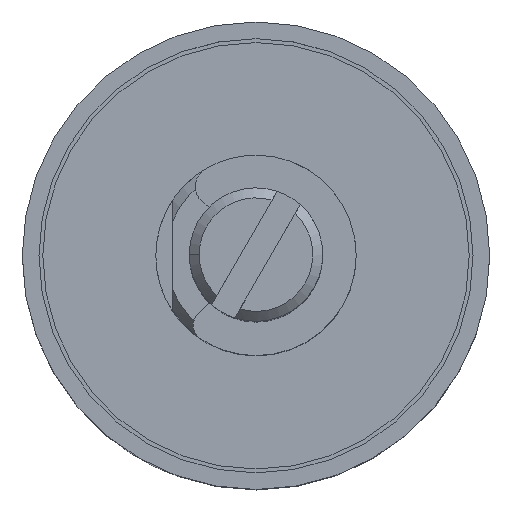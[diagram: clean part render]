
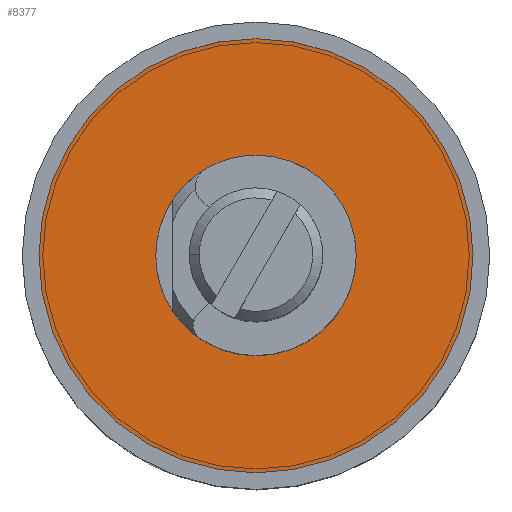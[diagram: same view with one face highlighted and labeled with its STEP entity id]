
A CAD part, top view. The second image highlights one B-rep face of the part: STEP entity #8377.
In plain terms, the highlighted planar face has unit normal (0, 0, 1).
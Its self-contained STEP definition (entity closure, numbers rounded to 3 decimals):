
#204 = CARTESIAN_POINT ( 'NONE',  ( -6.5, 0., 0.5 ) ) ;
#417 = DIRECTION ( 'NONE',  ( 0., 0., 1. ) ) ;
#454 = EDGE_CURVE ( 'NONE', #3777, #8563, #487, .T. ) ;
#487 = CIRCLE ( 'NONE', #5471, 6.5 ) ;
#532 = PLANE ( 'NONE',  #5628 ) ;
#929 = ORIENTED_EDGE ( 'NONE', *, *, #4038, .T. ) ;
#931 = DIRECTION ( 'NONE',  ( 0., 0., -1. ) ) ;
#1002 = VERTEX_POINT ( 'NONE', #1620 ) ;
#1027 = EDGE_CURVE ( 'NONE', #1002, #1041, #1608, .T. ) ;
#1041 = VERTEX_POINT ( 'NONE', #7304 ) ;
#1147 = CARTESIAN_POINT ( 'NONE',  ( 0., 0., 0.5 ) ) ;
#1308 = ORIENTED_EDGE ( 'NONE', *, *, #454, .T. ) ;
#1556 = DIRECTION ( 'NONE',  ( -1., 0., 0. ) ) ;
#1608 = CIRCLE ( 'NONE', #5891, 3. ) ;
#1620 = CARTESIAN_POINT ( 'NONE',  ( -3., 0., 0.5 ) ) ;
#1928 = DIRECTION ( 'NONE',  ( 0., 0., 1. ) ) ;
#1989 = DIRECTION ( 'NONE',  ( 1., 0., 0. ) ) ;
#2120 = CIRCLE ( 'NONE', #4625, 6.5 ) ;
#2157 = CARTESIAN_POINT ( 'NONE',  ( 6.5, 0., 0.5 ) ) ;
#2354 = DIRECTION ( 'NONE',  ( 1., 0., 0. ) ) ;
#2372 = DIRECTION ( 'NONE',  ( -1., 0., 0. ) ) ;
#2931 = CARTESIAN_POINT ( 'NONE',  ( 0., 0., 0.5 ) ) ;
#2949 = FACE_OUTER_BOUND ( 'NONE', #6600, .T. ) ;
#3777 = VERTEX_POINT ( 'NONE', #204 ) ;
#4038 = EDGE_CURVE ( 'NONE', #1041, #1002, #8437, .T. ) ;
#4042 = FACE_BOUND ( 'NONE', #5819, .T. ) ;
#4138 = CARTESIAN_POINT ( 'NONE',  ( 0., 0., 0.5 ) ) ;
#4625 = AXIS2_PLACEMENT_3D ( 'NONE', #1147, #417, #5179 ) ;
#5106 = ORIENTED_EDGE ( 'NONE', *, *, #1027, .T. ) ;
#5179 = DIRECTION ( 'NONE',  ( 1., 0., 0. ) ) ;
#5445 = CARTESIAN_POINT ( 'NONE',  ( 3., 0., 0.5 ) ) ;
#5471 = AXIS2_PLACEMENT_3D ( 'NONE', #6562, #8086, #2354 ) ;
#5628 = AXIS2_PLACEMENT_3D ( 'NONE', #5445, #1928, #1989 ) ;
#5819 = EDGE_LOOP ( 'NONE', ( #5106, #929 ) ) ;
#5891 = AXIS2_PLACEMENT_3D ( 'NONE', #2931, #931, #2372 ) ;
#6562 = CARTESIAN_POINT ( 'NONE',  ( 0., 0., 0.5 ) ) ;
#6600 = EDGE_LOOP ( 'NONE', ( #7805, #1308 ) ) ;
#6980 = AXIS2_PLACEMENT_3D ( 'NONE', #4138, #9130, #1556 ) ;
#7035 = EDGE_CURVE ( 'NONE', #8563, #3777, #2120, .T. ) ;
#7304 = CARTESIAN_POINT ( 'NONE',  ( 3., 0., 0.5 ) ) ;
#7805 = ORIENTED_EDGE ( 'NONE', *, *, #7035, .T. ) ;
#8086 = DIRECTION ( 'NONE',  ( 0., 0., 1. ) ) ;
#8377 = ADVANCED_FACE ( 'NONE', ( #4042, #2949 ), #532, .T. ) ;
#8437 = CIRCLE ( 'NONE', #6980, 3. ) ;
#8563 = VERTEX_POINT ( 'NONE', #2157 ) ;
#9130 = DIRECTION ( 'NONE',  ( 0., 0., -1. ) ) ;
